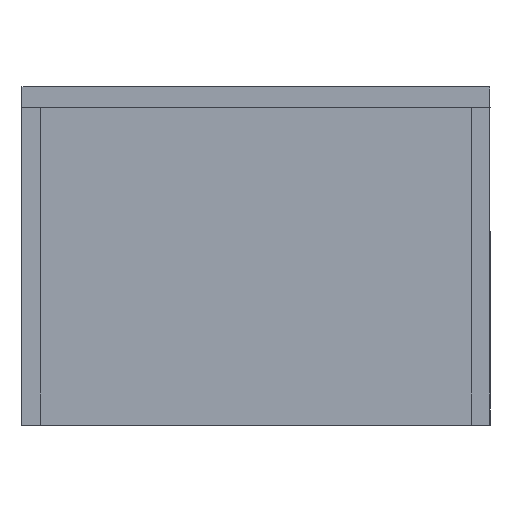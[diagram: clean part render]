
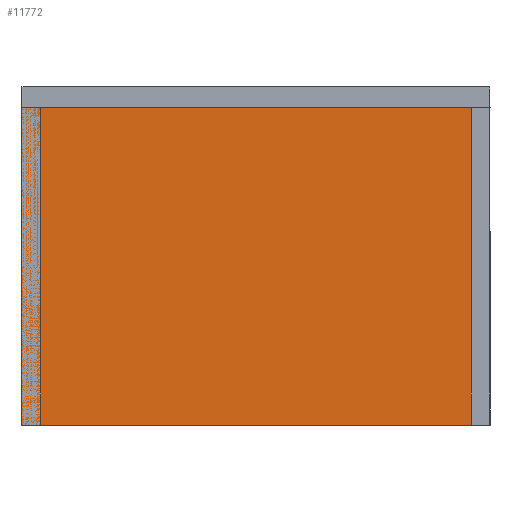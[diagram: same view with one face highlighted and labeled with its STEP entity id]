
A CAD part, left-side view. The second image highlights one B-rep face of the part: STEP entity #11772.
In plain terms, the highlighted planar face has unit normal (-1, 0, 0).
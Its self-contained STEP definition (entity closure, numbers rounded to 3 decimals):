
#865=FACE_OUTER_BOUND('',#1524,.T.);
#1524=EDGE_LOOP('',(#8042,#8043,#8044,#8045));
#2347=LINE('',#15963,#3659);
#2354=LINE('',#15977,#3666);
#2355=LINE('',#15979,#3667);
#2356=LINE('',#15980,#3668);
#3659=VECTOR('',#13302,10.);
#3666=VECTOR('',#13315,10.);
#3667=VECTOR('',#13316,10.);
#3668=VECTOR('',#13317,10.);
#4930=VERTEX_POINT('',#15960);
#4931=VERTEX_POINT('',#15962);
#4935=VERTEX_POINT('',#15976);
#4936=VERTEX_POINT('',#15978);
#6145=EDGE_CURVE('',#4930,#4931,#2347,.T.);
#6152=EDGE_CURVE('',#4935,#4931,#2354,.T.);
#6153=EDGE_CURVE('',#4930,#4936,#2355,.T.);
#6154=EDGE_CURVE('',#4936,#4935,#2356,.T.);
#8042=ORIENTED_EDGE('',*,*,#6152,.T.);
#8043=ORIENTED_EDGE('',*,*,#6145,.F.);
#8044=ORIENTED_EDGE('',*,*,#6153,.T.);
#8045=ORIENTED_EDGE('',*,*,#6154,.T.);
#11327=PLANE('',#12453);
#11772=ADVANCED_FACE('',(#865),#11327,.T.);
#12453=AXIS2_PLACEMENT_3D('',#15975,#13313,#13314);
#13302=DIRECTION('',(0.,0.,1.));
#13313=DIRECTION('center_axis',(-1.,0.,0.));
#13314=DIRECTION('ref_axis',(0.,-1.,0.));
#13315=DIRECTION('',(0.,1.,0.));
#13316=DIRECTION('',(0.,-1.,0.));
#13317=DIRECTION('',(0.,0.,1.));
#15960=CARTESIAN_POINT('',(-226.577,200.,0.));
#15962=CARTESIAN_POINT('',(-226.577,200.,135.655));
#15963=CARTESIAN_POINT('',(-226.577,200.,0.));
#15975=CARTESIAN_POINT('Origin',(-226.577,200.,0.));
#15976=CARTESIAN_POINT('',(-226.577,8.,135.655));
#15977=CARTESIAN_POINT('',(-226.577,0.,135.655));
#15978=CARTESIAN_POINT('',(-226.577,8.,0.));
#15979=CARTESIAN_POINT('',(-226.577,200.,0.));
#15980=CARTESIAN_POINT('',(-226.577,8.,0.));
